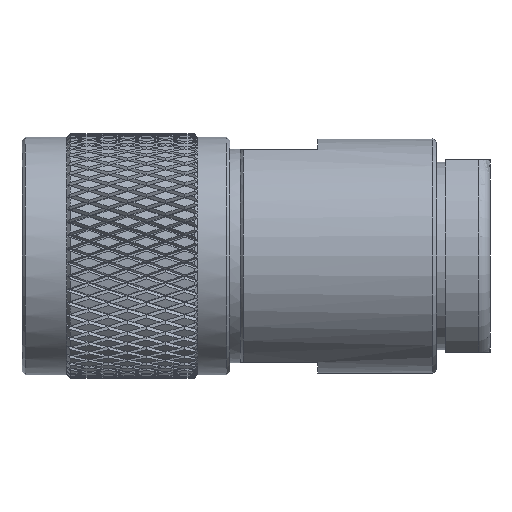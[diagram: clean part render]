
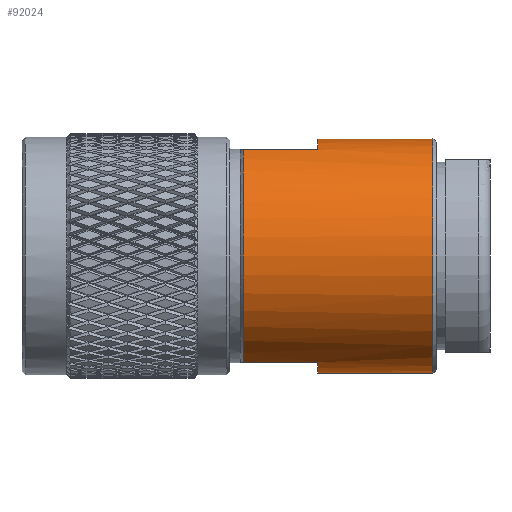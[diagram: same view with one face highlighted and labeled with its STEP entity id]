
A CAD part, front view. The second image highlights one B-rep face of the part: STEP entity #92024.
In plain terms, the highlighted cylindrical face has radius 9.585 mm (diameter 19.17 mm), a full revolution.
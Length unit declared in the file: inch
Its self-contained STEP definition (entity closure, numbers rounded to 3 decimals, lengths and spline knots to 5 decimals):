
#510 = CIRCLE ( 'NONE', #78174, 0.37737 ) ;
#1846 = EDGE_CURVE ( 'NONE', #30715, #80054, #36269, .T. ) ;
#2741 = VERTEX_POINT ( 'NONE', #46579 ) ;
#3619 = DIRECTION ( 'NONE',  ( 0., 0., 1. ) ) ;
#3948 = VERTEX_POINT ( 'NONE', #82838 ) ;
#4179 = CARTESIAN_POINT ( 'NONE',  ( 1.33465, 0.15839, -0.34252 ) ) ;
#4784 = FACE_OUTER_BOUND ( 'NONE', #49667, .T. ) ;
#4917 = EDGE_CURVE ( 'NONE', #84677, #2741, #25489, .T. ) ;
#5559 = EDGE_CURVE ( 'NONE', #3948, #65921, #62735, .T. ) ;
#7364 = VERTEX_POINT ( 'NONE', #40686 ) ;
#8041 = ORIENTED_EDGE ( 'NONE', *, *, #66265, .T. ) ;
#8182 = CARTESIAN_POINT ( 'NONE',  ( 1.33465, -0.15839, -0.34252 ) ) ;
#8929 = CARTESIAN_POINT ( 'NONE',  ( 1.32465, 0., 0. ) ) ;
#10238 = ORIENTED_EDGE ( 'NONE', *, *, #4917, .T. ) ;
#12382 = ORIENTED_EDGE ( 'NONE', *, *, #19477, .T. ) ;
#14137 = CYLINDRICAL_SURFACE ( 'NONE', #65868, 0.37737 ) ;
#15063 = DIRECTION ( 'NONE',  ( 1., 0., 0. ) ) ;
#16199 = ORIENTED_EDGE ( 'NONE', *, *, #95828, .T. ) ;
#16626 = VECTOR ( 'NONE', #28655, 39.37008 ) ;
#18674 = AXIS2_PLACEMENT_3D ( 'NONE', #38147, #89221, #89849 ) ;
#19283 = CARTESIAN_POINT ( 'NONE',  ( 1.33465, 0.15839, 0.34252 ) ) ;
#19477 = EDGE_CURVE ( 'NONE', #91961, #3948, #41793, .T. ) ;
#19942 = ORIENTED_EDGE ( 'NONE', *, *, #32561, .T. ) ;
#22318 = EDGE_CURVE ( 'NONE', #2741, #91961, #42617, .T. ) ;
#25489 = LINE ( 'NONE', #8182, #30146 ) ;
#25660 = CARTESIAN_POINT ( 'NONE',  ( 0.953, -0.15839, 0.34252 ) ) ;
#26299 = DIRECTION ( 'NONE',  ( 0., 0., -1. ) ) ;
#26824 = DIRECTION ( 'NONE',  ( 0., 0., 1. ) ) ;
#28655 = DIRECTION ( 'NONE',  ( -1., 0., 0. ) ) ;
#30146 = VECTOR ( 'NONE', #15063, 39.37008 ) ;
#30715 = VERTEX_POINT ( 'NONE', #25660 ) ;
#32561 = EDGE_CURVE ( 'NONE', #65921, #7364, #63381, .T. ) ;
#33424 = DIRECTION ( 'NONE',  ( 1., 0., 0. ) ) ;
#34458 = CARTESIAN_POINT ( 'NONE',  ( 0.713, -0.15839, 0.34252 ) ) ;
#36269 = LINE ( 'NONE', #42950, #16626 ) ;
#38147 = CARTESIAN_POINT ( 'NONE',  ( 0.713, 0., 0. ) ) ;
#40686 = CARTESIAN_POINT ( 'NONE',  ( 0.953, 0.15839, 0.34252 ) ) ;
#41793 = LINE ( 'NONE', #4179, #83678 ) ;
#42617 = CIRCLE ( 'NONE', #64247, 0.37737 ) ;
#42950 = CARTESIAN_POINT ( 'NONE',  ( 1.33465, -0.15839, 0.34252 ) ) ;
#44785 = ORIENTED_EDGE ( 'NONE', *, *, #5559, .T. ) ;
#46171 = DIRECTION ( 'NONE',  ( 0., 0., -1. ) ) ;
#46579 = CARTESIAN_POINT ( 'NONE',  ( 0.953, -0.15839, -0.34252 ) ) ;
#49513 = CARTESIAN_POINT ( 'NONE',  ( 0.953, 0.15839, -0.34252 ) ) ;
#49667 = EDGE_LOOP ( 'NONE', ( #16199 ) ) ;
#50661 = DIRECTION ( 'NONE',  ( 1., 0., 0. ) ) ;
#52344 = CARTESIAN_POINT ( 'NONE',  ( 0.713, -0.15839, -0.34252 ) ) ;
#53383 = CIRCLE ( 'NONE', #94287, 0.37737 ) ;
#54808 = AXIS2_PLACEMENT_3D ( 'NONE', #94567, #50661, #57548 ) ;
#54871 = CARTESIAN_POINT ( 'NONE',  ( 0.953, 0., 0. ) ) ;
#56905 = ORIENTED_EDGE ( 'NONE', *, *, #74376, .T. ) ;
#57122 = CARTESIAN_POINT ( 'NONE',  ( 0.713, 0.15839, 0.34252 ) ) ;
#57548 = DIRECTION ( 'NONE',  ( 0., 0., 1. ) ) ;
#62735 = CIRCLE ( 'NONE', #54808, 0.37737 ) ;
#63381 = LINE ( 'NONE', #19283, #83123 ) ;
#63919 = CARTESIAN_POINT ( 'NONE',  ( 0.953, 0., 0. ) ) ;
#64247 = AXIS2_PLACEMENT_3D ( 'NONE', #54871, #77679, #3619 ) ;
#65868 = AXIS2_PLACEMENT_3D ( 'NONE', #86425, #33424, #26299 ) ;
#65921 = VERTEX_POINT ( 'NONE', #57122 ) ;
#66265 = EDGE_CURVE ( 'NONE', #7364, #30715, #510, .T. ) ;
#68013 = DIRECTION ( 'NONE',  ( -1., 0., 0. ) ) ;
#72095 = DIRECTION ( 'NONE',  ( -1., 0., 0. ) ) ;
#74168 = DIRECTION ( 'NONE',  ( 1., 0., 0. ) ) ;
#74376 = EDGE_CURVE ( 'NONE', #80054, #84677, #86603, .T. ) ;
#77679 = DIRECTION ( 'NONE',  ( 1., 0., 0. ) ) ;
#78174 = AXIS2_PLACEMENT_3D ( 'NONE', #63919, #86648, #26824 ) ;
#79080 = EDGE_LOOP ( 'NONE', ( #92868, #56905, #10238, #94010, #12382, #44785, #19942, #8041 ) ) ;
#80054 = VERTEX_POINT ( 'NONE', #34458 ) ;
#80814 = CARTESIAN_POINT ( 'NONE',  ( 1.32465, 0., -0.37737 ) ) ;
#82433 = VERTEX_POINT ( 'NONE', #80814 ) ;
#82838 = CARTESIAN_POINT ( 'NONE',  ( 0.713, 0.15839, -0.34252 ) ) ;
#83123 = VECTOR ( 'NONE', #74168, 39.37008 ) ;
#83678 = VECTOR ( 'NONE', #72095, 39.37008 ) ;
#83804 = FACE_OUTER_BOUND ( 'NONE', #79080, .T. ) ;
#84677 = VERTEX_POINT ( 'NONE', #52344 ) ;
#86425 = CARTESIAN_POINT ( 'NONE',  ( 1.33465, 0., 0. ) ) ;
#86603 = CIRCLE ( 'NONE', #18674, 0.37737 ) ;
#86648 = DIRECTION ( 'NONE',  ( 1., 0., 0. ) ) ;
#89221 = DIRECTION ( 'NONE',  ( 1., 0., 0. ) ) ;
#89849 = DIRECTION ( 'NONE',  ( 0., 0., 1. ) ) ;
#91961 = VERTEX_POINT ( 'NONE', #49513 ) ;
#92024 = ADVANCED_FACE ( 'NONE', ( #4784, #83804 ), #14137, .T. ) ;
#92868 = ORIENTED_EDGE ( 'NONE', *, *, #1846, .T. ) ;
#94010 = ORIENTED_EDGE ( 'NONE', *, *, #22318, .T. ) ;
#94287 = AXIS2_PLACEMENT_3D ( 'NONE', #8929, #68013, #46171 ) ;
#94567 = CARTESIAN_POINT ( 'NONE',  ( 0.713, 0., 0. ) ) ;
#95828 = EDGE_CURVE ( 'NONE', #82433, #82433, #53383, .T. ) ;
